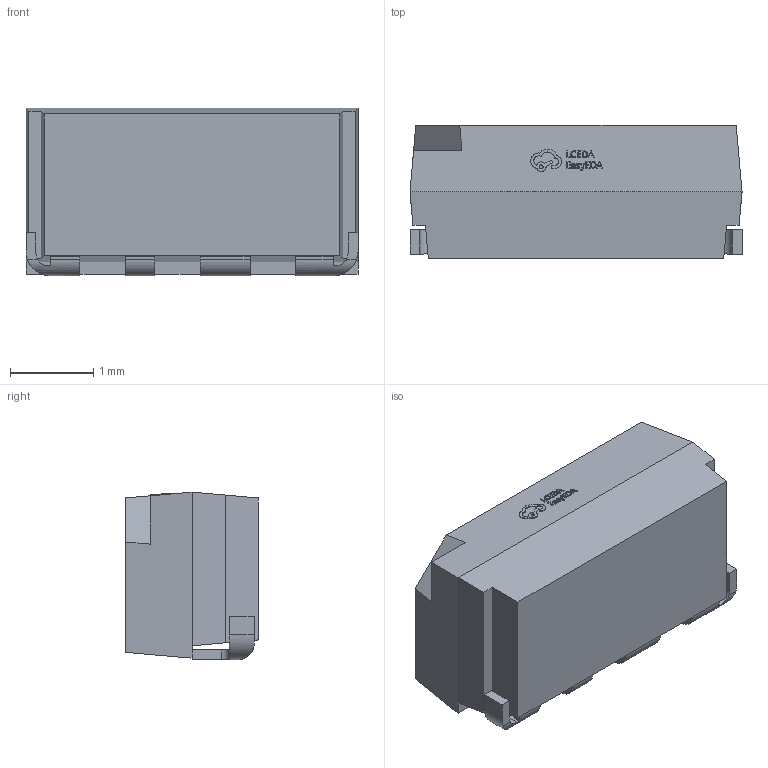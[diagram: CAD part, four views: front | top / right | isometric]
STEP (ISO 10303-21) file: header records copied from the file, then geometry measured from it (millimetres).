
FILE_DESCRIPTION (( 'STEP AP214' ), '1' );
FILE_NAME ('LED-SMD_4P-L4.0-W1.6-L.step', '2022-07-08T12:17:44', ( '' ), ( '' ), 'SwSTEP 2.0', 'SolidWorks 2020', '' );
FILE_SCHEMA (( 'AUTOMOTIVE_DESIGN' ));
Length unit declared in the file: millimetre
Products named in the file (1): LED-SMD_4P-L4.0-W1.6-L
Bounding box: 4 x 1.6 x 2.02 mm (x, y, z)
Volume: 9.6 mm3; surface area: 41.1 mm2
Topology: 1 solids, 1 shells, 366 faces, 1006 edges, 666 vertices
Faces by surface type: plane 242, bspline 112, cylinder 12
Entity records: 16834 total; most frequent: CARTESIAN_POINT 4225, ORIENTED_EDGE 2012, DIRECTION 1302, EDGE_CURVE 1006, VECTOR 748, LINE 748, VERTEX_POINT 666, EDGE_LOOP 398
